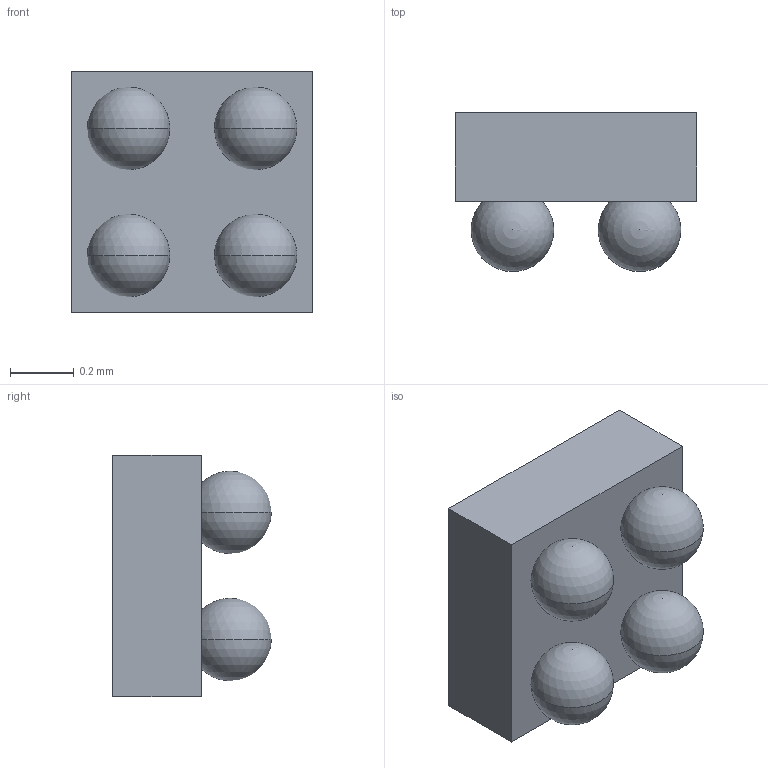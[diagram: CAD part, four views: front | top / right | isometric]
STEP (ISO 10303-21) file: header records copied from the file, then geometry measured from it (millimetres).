
FILE_DESCRIPTION (( 'STEP AP214' ), '1' );
FILE_NAME ('OL-IP4369CX4.STEP', '2020-09-27T10:39:42', ( '' ), ( '' ), 'SwSTEP 2.0', 'SolidWorks 2017', '' );
FILE_SCHEMA (( 'AUTOMOTIVE_DESIGN' ));
Length unit declared in the file: millimetre
Products named in the file (1): OL-IP4369CX4
Bounding box: 0.76 x 0.5 x 0.76 mm (x, y, z)
Volume: 0.2 mm3; surface area: 3 mm2
Topology: 6 solids, 6 shells, 25 faces, 60 edges, 40 vertices
Faces by surface type: plane 13, sphere 8, cylinder 4
Entity records: 669 total; most frequent: DIRECTION 116, CARTESIAN_POINT 94, ORIENTED_EDGE 80, AXIS2_PLACEMENT_3D 50, EDGE_CURVE 40, VERTEX_POINT 28, EDGE_LOOP 26, ADVANCED_FACE 25
